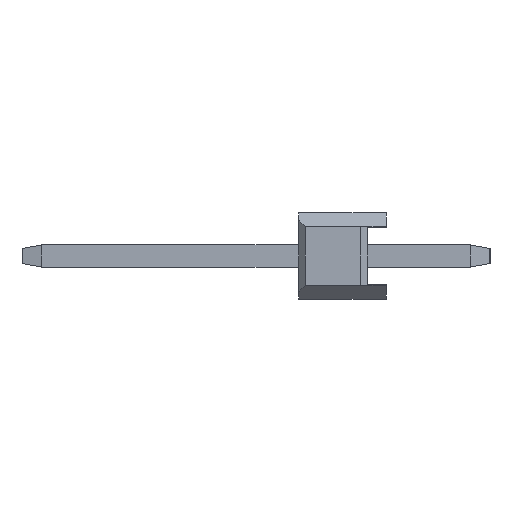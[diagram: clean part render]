
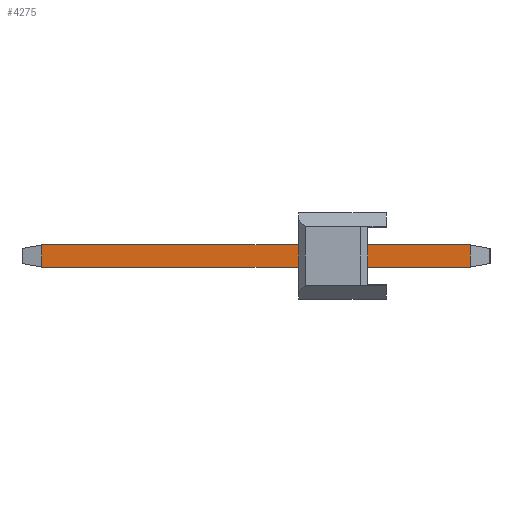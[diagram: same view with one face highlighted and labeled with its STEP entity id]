
A CAD part, left-side view. The second image highlights one B-rep face of the part: STEP entity #4275.
In plain terms, the highlighted planar face has unit normal (-1, 0, 0).
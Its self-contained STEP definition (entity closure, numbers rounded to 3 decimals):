
#7 = CARTESIAN_POINT ( 'NONE',  ( -0.32, 10.54, -0.32 ) ) ;
#565 = DIRECTION ( 'NONE',  ( 0., -1., 0. ) ) ;
#735 = LINE ( 'NONE', #2181, #8781 ) ;
#827 = LINE ( 'NONE', #3796, #6527 ) ;
#927 = FACE_OUTER_BOUND ( 'NONE', #7854, .T. ) ;
#1648 = LINE ( 'NONE', #7, #9932 ) ;
#1913 = CARTESIAN_POINT ( 'NONE',  ( -0.32, 9.973, -0.32 ) ) ;
#2008 = VERTEX_POINT ( 'NONE', #6131 ) ;
#2085 = EDGE_CURVE ( 'NONE', #6839, #2568, #827, .T. ) ;
#2163 = DIRECTION ( 'NONE',  ( 0., 0., -1. ) ) ;
#2181 = CARTESIAN_POINT ( 'NONE',  ( -0.32, 10.54, 0.32 ) ) ;
#2568 = VERTEX_POINT ( 'NONE', #9853 ) ;
#2725 = ORIENTED_EDGE ( 'NONE', *, *, #2085, .T. ) ;
#2735 = DIRECTION ( 'NONE',  ( 0., 0., -1. ) ) ;
#2939 = DIRECTION ( 'NONE',  ( 1., 0., 0. ) ) ;
#3066 = AXIS2_PLACEMENT_3D ( 'NONE', #6179, #2939, #2163 ) ;
#3670 = CARTESIAN_POINT ( 'NONE',  ( -0.32, 9.973, -0.32 ) ) ;
#3796 = CARTESIAN_POINT ( 'NONE',  ( -0.32, -2.433, 0.32 ) ) ;
#3927 = CARTESIAN_POINT ( 'NONE',  ( -0.32, -2.433, -0.32 ) ) ;
#3971 = ORIENTED_EDGE ( 'NONE', *, *, #8840, .T. ) ;
#4275 = ADVANCED_FACE ( 'NONE', ( #927 ), #6981, .F. ) ;
#4954 = VECTOR ( 'NONE', #2735, 1000. ) ;
#5564 = VERTEX_POINT ( 'NONE', #3670 ) ;
#6131 = CARTESIAN_POINT ( 'NONE',  ( -0.32, 9.973, 0.32 ) ) ;
#6179 = CARTESIAN_POINT ( 'NONE',  ( -0.32, 10.54, 0.32 ) ) ;
#6527 = VECTOR ( 'NONE', #9365, 1000. ) ;
#6839 = VERTEX_POINT ( 'NONE', #3927 ) ;
#6981 = PLANE ( 'NONE',  #3066 ) ;
#7711 = ORIENTED_EDGE ( 'NONE', *, *, #9546, .T. ) ;
#7718 = ORIENTED_EDGE ( 'NONE', *, *, #9760, .F. ) ;
#7854 = EDGE_LOOP ( 'NONE', ( #7711, #2725, #7718, #3971 ) ) ;
#8123 = DIRECTION ( 'NONE',  ( 0., -1., 0. ) ) ;
#8781 = VECTOR ( 'NONE', #565, 1000. ) ;
#8840 = EDGE_CURVE ( 'NONE', #2008, #5564, #8933, .T. ) ;
#8933 = LINE ( 'NONE', #1913, #4954 ) ;
#9365 = DIRECTION ( 'NONE',  ( 0., 0., 1. ) ) ;
#9546 = EDGE_CURVE ( 'NONE', #5564, #6839, #1648, .T. ) ;
#9760 = EDGE_CURVE ( 'NONE', #2008, #2568, #735, .T. ) ;
#9853 = CARTESIAN_POINT ( 'NONE',  ( -0.32, -2.433, 0.32 ) ) ;
#9932 = VECTOR ( 'NONE', #8123, 1000. ) ;
